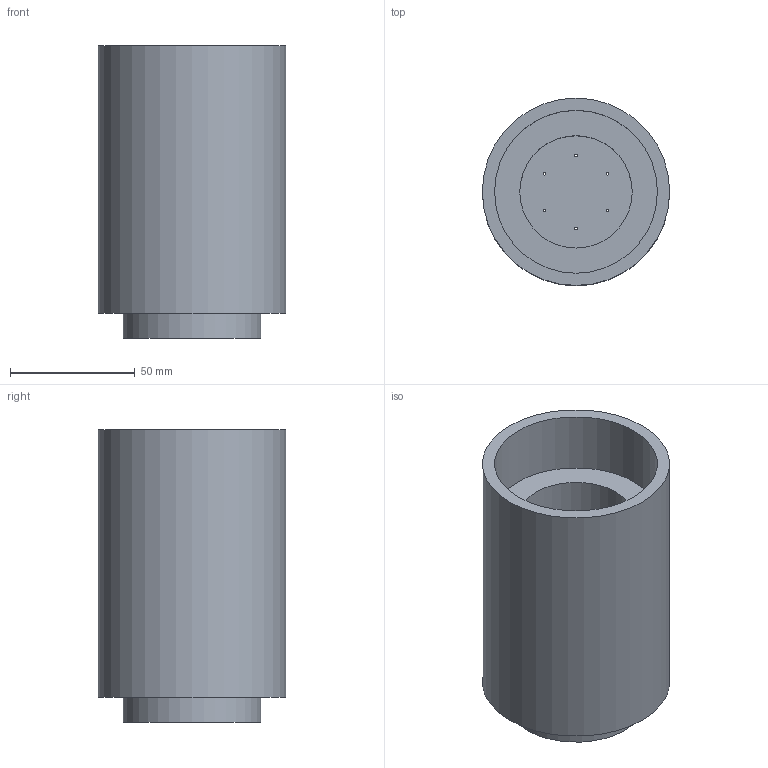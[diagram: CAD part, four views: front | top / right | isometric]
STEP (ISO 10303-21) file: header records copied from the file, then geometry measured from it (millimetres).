
FILE_DESCRIPTION(('Open CASCADE Model'),'2;1');
FILE_NAME('Open CASCADE Shape Model','2024-03-07T00:49:24',('Author'),( 'Open CASCADE'),'Open CASCADE STEP processor 7.7','Open CASCADE 7.7' ,'Unknown');
FILE_SCHEMA(('AUTOMOTIVE_DESIGN { 1 0 10303 214 1 1 1 1 }'));
Length unit declared in the file: millimetre
Products named in the file (1): Open CASCADE STEP translator 7.7 4
Bounding box: 75 x 75 x 117 mm (x, y, z)
Volume: 277781.2 mm3; surface area: 53034.8 mm2
Topology: 1 solids, 1 shells, 17 faces, 33 edges, 22 vertices
Faces by surface type: cylinder 11, plane 6
Full cylindrical faces by diameter (mm): 1 x6, 45 x2, 55 x1, 65.2 x1, 75 x1
Entity records: 933 total; most frequent: CARTESIAN_POINT 181, DIRECTION 150, ORIENTED_EDGE 66, PCURVE 66, DEFINITIONAL_REPRESENTATION 66, LINE 55, VECTOR 55, AXIS2_PLACEMENT_3D 40
